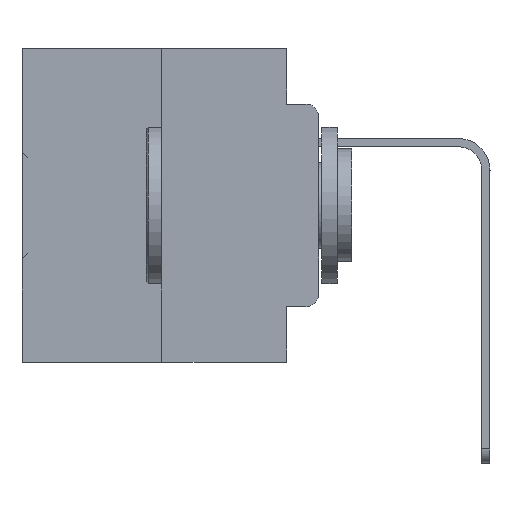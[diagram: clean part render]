
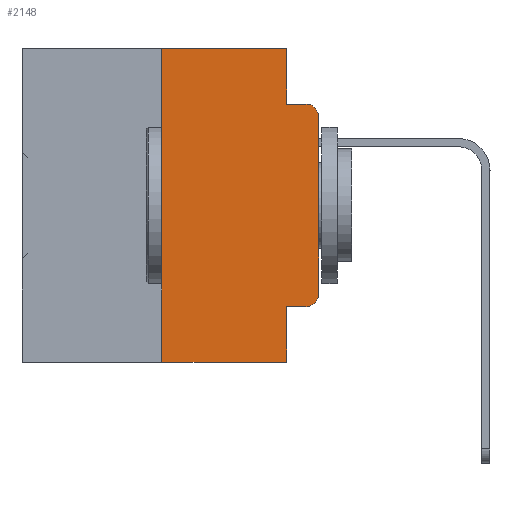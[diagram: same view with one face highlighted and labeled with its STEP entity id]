
A CAD part, left-side view. The second image highlights one B-rep face of the part: STEP entity #2148.
In plain terms, the highlighted planar face has unit normal (-1, 0, 0).
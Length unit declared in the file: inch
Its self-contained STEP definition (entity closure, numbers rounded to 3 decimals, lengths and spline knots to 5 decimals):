
#183 = VECTOR ( 'NONE', #1093, 39.37008 ) ;
#621 = DIRECTION ( 'NONE',  ( 0., 0., -1. ) ) ;
#631 = VECTOR ( 'NONE', #621, 39.37008 ) ;
#850 = EDGE_CURVE ( 'NONE', #6130, #12719, #15792, .T. ) ;
#1093 = DIRECTION ( 'NONE',  ( 0., 0., 1. ) ) ;
#1546 = VERTEX_POINT ( 'NONE', #7326 ) ;
#1701 = DIRECTION ( 'NONE',  ( 1., 0., 0. ) ) ;
#2148 = ADVANCED_FACE ( 'NONE', ( #34693 ), #4126, .F. ) ;
#2281 = CARTESIAN_POINT ( 'NONE',  ( 0., 0.473, -0.5 ) ) ;
#2747 = CARTESIAN_POINT ( 'NONE',  ( 0., 0.051, -0.4115 ) ) ;
#2748 = VECTOR ( 'NONE', #13402, 39.37008 ) ;
#3300 = DIRECTION ( 'NONE',  ( 0., -1., 0. ) ) ;
#3672 = LINE ( 'NONE', #6677, #183 ) ;
#3990 = AXIS2_PLACEMENT_3D ( 'NONE', #32360, #16010, #24515 ) ;
#4126 = PLANE ( 'NONE',  #35635 ) ;
#4488 = VERTEX_POINT ( 'NONE', #16895 ) ;
#5326 = EDGE_CURVE ( 'NONE', #1546, #6041, #19379, .T. ) ;
#6041 = VERTEX_POINT ( 'NONE', #35624 ) ;
#6048 = EDGE_CURVE ( 'NONE', #21459, #4488, #28232, .T. ) ;
#6130 = VERTEX_POINT ( 'NONE', #2747 ) ;
#6136 = LINE ( 'NONE', #8014, #26352 ) ;
#6197 = CIRCLE ( 'NONE', #24133, 0.02 ) ;
#6660 = CARTESIAN_POINT ( 'NONE',  ( 0., 0.25, 0. ) ) ;
#6677 = CARTESIAN_POINT ( 'NONE',  ( 0., 0.25, 0. ) ) ;
#6805 = ORIENTED_EDGE ( 'NONE', *, *, #11152, .T. ) ;
#6908 = EDGE_CURVE ( 'NONE', #24423, #22106, #7974, .T. ) ;
#7326 = CARTESIAN_POINT ( 'NONE',  ( 0., 0., -0.3915 ) ) ;
#7559 = EDGE_CURVE ( 'NONE', #6041, #26988, #6197, .T. ) ;
#7862 = LINE ( 'NONE', #34645, #21584 ) ;
#7974 = LINE ( 'NONE', #33376, #631 ) ;
#8014 = CARTESIAN_POINT ( 'NONE',  ( 0., 0.051, 0. ) ) ;
#8157 = LINE ( 'NONE', #34325, #30489 ) ;
#8273 = CARTESIAN_POINT ( 'NONE',  ( 0., 0.02, -0.4115 ) ) ;
#8820 = CARTESIAN_POINT ( 'NONE',  ( 0., 0.25, -0.5 ) ) ;
#9468 = VECTOR ( 'NONE', #23344, 39.37008 ) ;
#10196 = DIRECTION ( 'NONE',  ( 0., 0., -1. ) ) ;
#11152 = EDGE_CURVE ( 'NONE', #12719, #1546, #17962, .T. ) ;
#12242 = DIRECTION ( 'NONE',  ( 0., 0., -1. ) ) ;
#12719 = VERTEX_POINT ( 'NONE', #8273 ) ;
#13402 = DIRECTION ( 'NONE',  ( 0., -1., 0. ) ) ;
#15353 = CARTESIAN_POINT ( 'NONE',  ( 0., 0.02, -0.1085 ) ) ;
#15792 = LINE ( 'NONE', #19775, #33888 ) ;
#16010 = DIRECTION ( 'NONE',  ( -1., 0., 0. ) ) ;
#16351 = ORIENTED_EDGE ( 'NONE', *, *, #22563, .F. ) ;
#16744 = ORIENTED_EDGE ( 'NONE', *, *, #30955, .F. ) ;
#16895 = CARTESIAN_POINT ( 'NONE',  ( 0., 0.051, -0.5 ) ) ;
#17882 = ORIENTED_EDGE ( 'NONE', *, *, #7559, .T. ) ;
#17962 = CIRCLE ( 'NONE', #3990, 0.02 ) ;
#18076 = CARTESIAN_POINT ( 'NONE',  ( 0., 0.473, 0. ) ) ;
#18486 = EDGE_LOOP ( 'NONE', ( #27538, #17882, #24494, #29925, #16744, #25644, #22238, #16351, #24582, #6805 ) ) ;
#18904 = VERTEX_POINT ( 'NONE', #6660 ) ;
#19379 = LINE ( 'NONE', #34071, #9468 ) ;
#19775 = CARTESIAN_POINT ( 'NONE',  ( 0., 0.051, -0.4115 ) ) ;
#19893 = DIRECTION ( 'NONE',  ( 0., 0., -1. ) ) ;
#20556 = DIRECTION ( 'NONE',  ( 0., -1., 0. ) ) ;
#20954 = EDGE_CURVE ( 'NONE', #21459, #18904, #3672, .T. ) ;
#21459 = VERTEX_POINT ( 'NONE', #8820 ) ;
#21584 = VECTOR ( 'NONE', #20556, 39.37008 ) ;
#21611 = CARTESIAN_POINT ( 'NONE',  ( 0., 0.051, 0. ) ) ;
#22106 = VERTEX_POINT ( 'NONE', #22701 ) ;
#22238 = ORIENTED_EDGE ( 'NONE', *, *, #6048, .T. ) ;
#22563 = EDGE_CURVE ( 'NONE', #6130, #4488, #6136, .T. ) ;
#22701 = CARTESIAN_POINT ( 'NONE',  ( 0., 0.051, -0.0885 ) ) ;
#23344 = DIRECTION ( 'NONE',  ( 0., 0., 1. ) ) ;
#23478 = DIRECTION ( 'NONE',  ( 0., -1., 0. ) ) ;
#24133 = AXIS2_PLACEMENT_3D ( 'NONE', #15353, #29160, #12242 ) ;
#24182 = EDGE_CURVE ( 'NONE', #22106, #26988, #8157, .T. ) ;
#24423 = VERTEX_POINT ( 'NONE', #21611 ) ;
#24494 = ORIENTED_EDGE ( 'NONE', *, *, #24182, .F. ) ;
#24515 = DIRECTION ( 'NONE',  ( 0., 0., -1. ) ) ;
#24582 = ORIENTED_EDGE ( 'NONE', *, *, #850, .T. ) ;
#25644 = ORIENTED_EDGE ( 'NONE', *, *, #20954, .F. ) ;
#26352 = VECTOR ( 'NONE', #19893, 39.37008 ) ;
#26988 = VERTEX_POINT ( 'NONE', #28179 ) ;
#27538 = ORIENTED_EDGE ( 'NONE', *, *, #5326, .T. ) ;
#28179 = CARTESIAN_POINT ( 'NONE',  ( 0., 0.02, -0.0885 ) ) ;
#28232 = LINE ( 'NONE', #2281, #2748 ) ;
#29160 = DIRECTION ( 'NONE',  ( -1., 0., 0. ) ) ;
#29925 = ORIENTED_EDGE ( 'NONE', *, *, #6908, .F. ) ;
#30489 = VECTOR ( 'NONE', #23478, 39.37008 ) ;
#30955 = EDGE_CURVE ( 'NONE', #18904, #24423, #7862, .T. ) ;
#32360 = CARTESIAN_POINT ( 'NONE',  ( 0., 0.02, -0.3915 ) ) ;
#33376 = CARTESIAN_POINT ( 'NONE',  ( 0., 0.051, 0. ) ) ;
#33888 = VECTOR ( 'NONE', #3300, 39.37008 ) ;
#34071 = CARTESIAN_POINT ( 'NONE',  ( 0., 0., 0. ) ) ;
#34325 = CARTESIAN_POINT ( 'NONE',  ( 0., 0.051, -0.0885 ) ) ;
#34645 = CARTESIAN_POINT ( 'NONE',  ( 0., 0.473, 0. ) ) ;
#34693 = FACE_OUTER_BOUND ( 'NONE', #18486, .T. ) ;
#35624 = CARTESIAN_POINT ( 'NONE',  ( 0., 0., -0.1085 ) ) ;
#35635 = AXIS2_PLACEMENT_3D ( 'NONE', #18076, #1701, #10196 ) ;
